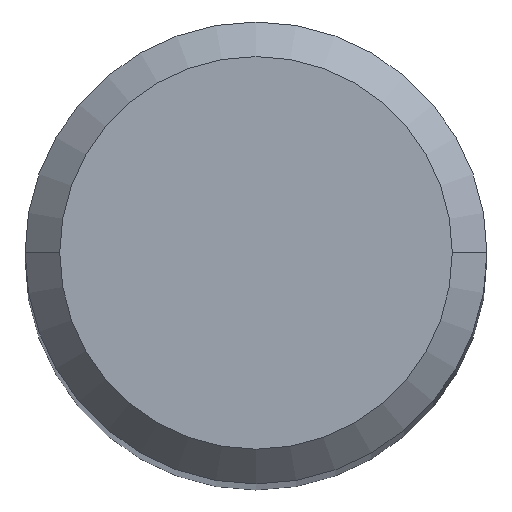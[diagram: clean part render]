
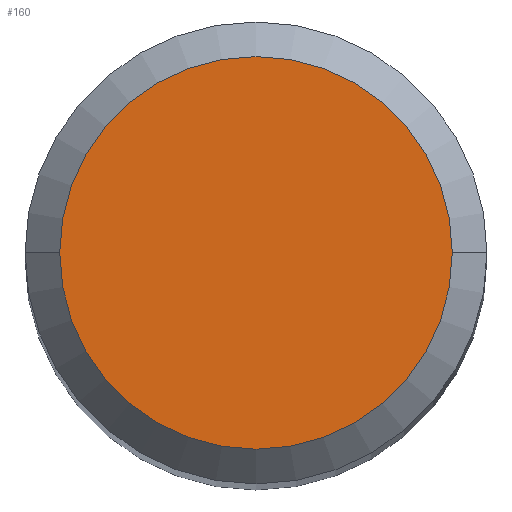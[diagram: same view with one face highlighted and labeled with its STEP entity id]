
A CAD part, top view. The second image highlights one B-rep face of the part: STEP entity #160.
In plain terms, the highlighted planar face has unit normal (0, 0, 1).
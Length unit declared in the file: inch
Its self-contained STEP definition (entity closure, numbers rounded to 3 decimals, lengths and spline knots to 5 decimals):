
#6 = DIRECTION ( 'NONE',  ( -1., 0., 0. ) ) ;
#42 = DIRECTION ( 'NONE',  ( 0., 0., -1. ) ) ;
#57 = EDGE_LOOP ( 'NONE', ( #252, #103 ) ) ;
#63 = DIRECTION ( 'NONE',  ( 1., 0., 0. ) ) ;
#71 = CIRCLE ( 'NONE', #210, 0.10625 ) ;
#88 = AXIS2_PLACEMENT_3D ( 'NONE', #381, #42, #6 ) ;
#103 = ORIENTED_EDGE ( 'NONE', *, *, #366, .T. ) ;
#119 = PLANE ( 'NONE',  #88 ) ;
#136 = EDGE_CURVE ( 'NONE', #272, #405, #386, .T. ) ;
#160 = ADVANCED_FACE ( 'NONE', ( #458 ), #119, .F. ) ;
#210 = AXIS2_PLACEMENT_3D ( 'NONE', #292, #433, #63 ) ;
#243 = DIRECTION ( 'NONE',  ( 0., 0., 1. ) ) ;
#245 = CARTESIAN_POINT ( 'NONE',  ( -0.10625, 0., 0. ) ) ;
#252 = ORIENTED_EDGE ( 'NONE', *, *, #136, .T. ) ;
#272 = VERTEX_POINT ( 'NONE', #245 ) ;
#275 = AXIS2_PLACEMENT_3D ( 'NONE', #353, #243, #466 ) ;
#292 = CARTESIAN_POINT ( 'NONE',  ( 0., 0., 0. ) ) ;
#353 = CARTESIAN_POINT ( 'NONE',  ( 0., 0., 0. ) ) ;
#366 = EDGE_CURVE ( 'NONE', #405, #272, #71, .T. ) ;
#367 = CARTESIAN_POINT ( 'NONE',  ( 0.10625, 0., 0. ) ) ;
#381 = CARTESIAN_POINT ( 'NONE',  ( 0., 0., 0. ) ) ;
#386 = CIRCLE ( 'NONE', #275, 0.10625 ) ;
#405 = VERTEX_POINT ( 'NONE', #367 ) ;
#433 = DIRECTION ( 'NONE',  ( 0., 0., 1. ) ) ;
#458 = FACE_OUTER_BOUND ( 'NONE', #57, .T. ) ;
#466 = DIRECTION ( 'NONE',  ( 1., 0., 0. ) ) ;
